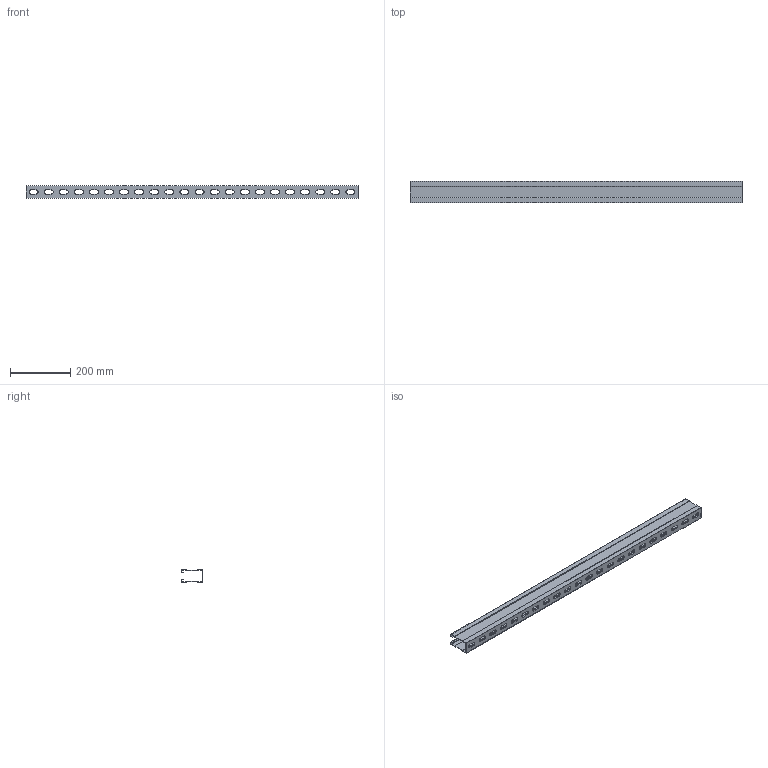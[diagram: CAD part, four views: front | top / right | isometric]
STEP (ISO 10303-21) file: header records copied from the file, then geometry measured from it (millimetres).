
FILE_DESCRIPTION(/* description */ (''),/* implementation_level */ '2;1');
FILE_NAME(/* name */ '',/* time_stamp */ '2023-05-16T16:00:49+03:00',/* author */ ('Man88'),/* organization */ (''),/* preprocessor_version */ 'ST-DEVELOPER v19.2',/* originating_system */ 'Autodesk Inventor 2023',/* authorisation */ '');
FILE_SCHEMA (('AUTOMOTIVE_DESIGN { 1 0 10303 214 3 1 1 }'));
Length unit declared in the file: millimetre
Products named in the file (1): STP(U)41-72-1100 1.5 мм
Bounding box: 1100 x 72.01 x 41.3 mm (x, y, z)
Volume: 336429.4 mm3; surface area: 454994.8 mm2
Topology: 1 solids, 1 shells, 130 faces, 384 edges, 256 vertices
Faces by surface type: plane 70, cylinder 60
Entity records: 4651 total; most frequent: CARTESIAN_POINT 771, ORIENTED_EDGE 768, DIRECTION 766, EDGE_CURVE 384, LINE 264, VECTOR 264, VERTEX_POINT 256, AXIS2_PLACEMENT_3D 251
